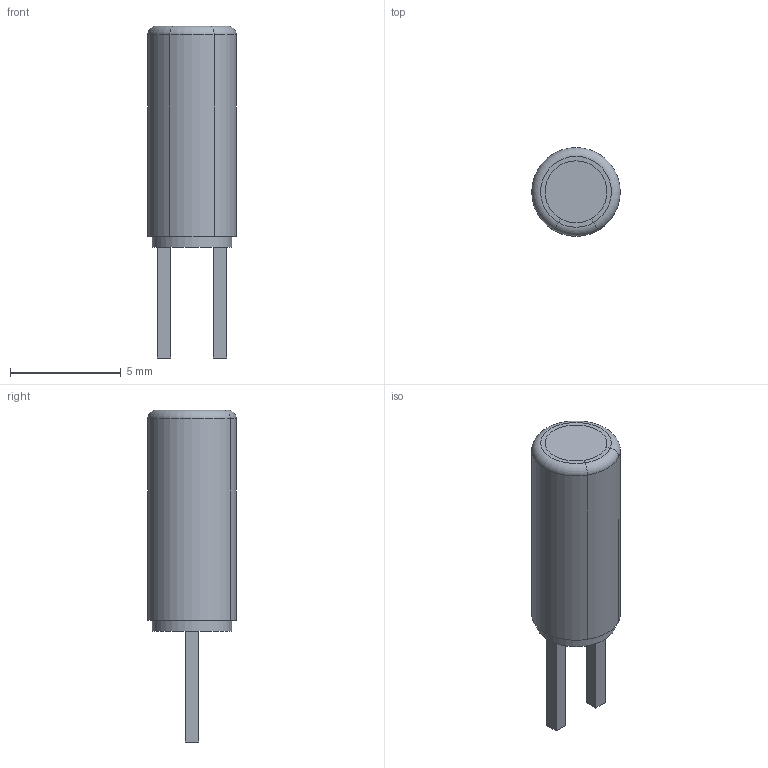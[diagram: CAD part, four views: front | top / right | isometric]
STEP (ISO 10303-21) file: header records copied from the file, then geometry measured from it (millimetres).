
FILE_DESCRIPTION(('FreeCAD Model'),'2;1');
FILE_NAME('Capacitor_4x10mm.step','2021-01-25T23:05:24',('Author'),(''), 'Open CASCADE STEP processor 7.3','FreeCAD','Unknown');
FILE_SCHEMA(('AUTOMOTIVE_DESIGN { 1 0 10303 214 1 1 1 1 }'));
Length unit declared in the file: millimetre
Products named in the file (1): Capacitor_4x10mm
Bounding box: 4 x 4 x 15 mm (x, y, z)
Volume: 127.7 mm3; surface area: 383.5 mm2
Topology: 6 solids, 6 shells, 32 faces, 60 edges, 40 vertices
Faces by surface type: plane 24, cylinder 6, torus 2
Full cylindrical faces by diameter (mm): 2.8 x1, 3.6 x1
Entity records: 1825 total; most frequent: CARTESIAN_POINT 283, DIRECTION 259, LINE 146, VECTOR 146, ORIENTED_EDGE 120, PCURVE 120, DEFINITIONAL_REPRESENTATION 120, EDGE_CURVE 60
